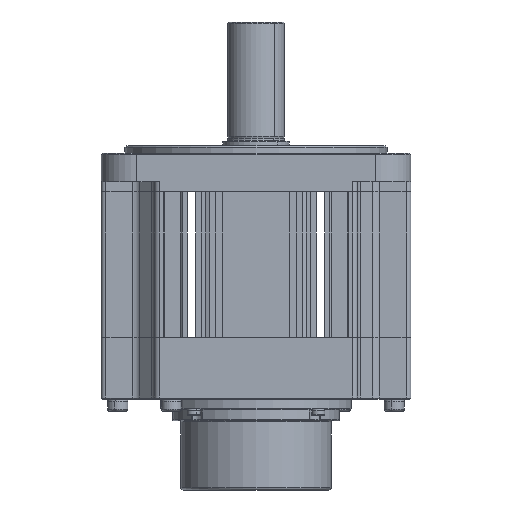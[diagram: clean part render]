
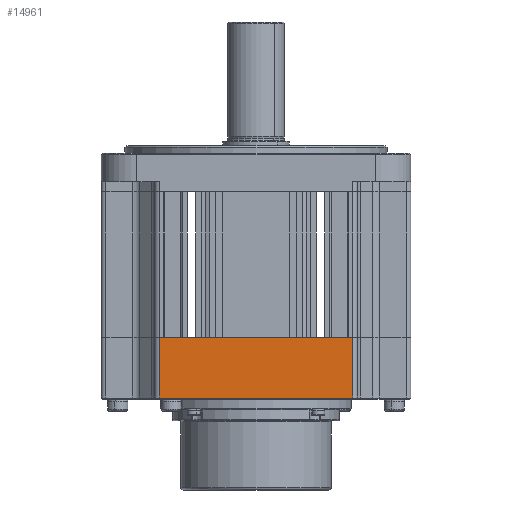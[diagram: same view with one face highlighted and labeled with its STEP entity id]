
A CAD part, front view. The second image highlights one B-rep face of the part: STEP entity #14961.
In plain terms, the highlighted planar face has unit normal (0, -1, 0).
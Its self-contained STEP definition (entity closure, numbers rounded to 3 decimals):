
#2295 = DIRECTION ( 'NONE',  ( -1., 0., 0. ) ) ;
#5221 = CARTESIAN_POINT ( 'NONE',  ( -43.258, -67.465, 66.3 ) ) ;
#6873 = VECTOR ( 'NONE', #37302, 1000. ) ;
#6982 = LINE ( 'NONE', #13512, #22211 ) ;
#9684 = VERTEX_POINT ( 'NONE', #13089 ) ;
#9925 = EDGE_LOOP ( 'NONE', ( #10313, #11929, #29571, #30335 ) ) ;
#10313 = ORIENTED_EDGE ( 'NONE', *, *, #30442, .F. ) ;
#11244 = DIRECTION ( 'NONE',  ( -1., 0., 0. ) ) ;
#11929 = ORIENTED_EDGE ( 'NONE', *, *, #35918, .F. ) ;
#12833 = CARTESIAN_POINT ( 'NONE',  ( 39.742, -67.465, 63.8 ) ) ;
#13089 = CARTESIAN_POINT ( 'NONE',  ( 39.742, -67.465, 38.3 ) ) ;
#13512 = CARTESIAN_POINT ( 'NONE',  ( 39.742, -67.465, 66.3 ) ) ;
#14472 = VERTEX_POINT ( 'NONE', #29978 ) ;
#14961 = ADVANCED_FACE ( 'NONE', ( #25527 ), #17428, .F. ) ;
#15485 = VERTEX_POINT ( 'NONE', #26537 ) ;
#16303 = EDGE_CURVE ( 'NONE', #15485, #14472, #30154, .T. ) ;
#17428 = PLANE ( 'NONE',  #33950 ) ;
#20278 = CARTESIAN_POINT ( 'NONE',  ( -43.258, -67.465, 38.3 ) ) ;
#20330 = EDGE_CURVE ( 'NONE', #14472, #27578, #26147, .T. ) ;
#20511 = DIRECTION ( 'NONE',  ( 0., 1., 0. ) ) ;
#22211 = VECTOR ( 'NONE', #34836, 1000. ) ;
#22355 = CARTESIAN_POINT ( 'NONE',  ( -41.258, -67.465, 66.3 ) ) ;
#22932 = CARTESIAN_POINT ( 'NONE',  ( -43.258, -67.465, 63.8 ) ) ;
#25202 = VECTOR ( 'NONE', #32078, 1000. ) ;
#25527 = FACE_OUTER_BOUND ( 'NONE', #9925, .T. ) ;
#26147 = LINE ( 'NONE', #22932, #25202 ) ;
#26537 = CARTESIAN_POINT ( 'NONE',  ( -41.258, -67.465, 38.3 ) ) ;
#27578 = VERTEX_POINT ( 'NONE', #12833 ) ;
#29571 = ORIENTED_EDGE ( 'NONE', *, *, #20330, .F. ) ;
#29978 = CARTESIAN_POINT ( 'NONE',  ( -41.258, -67.465, 63.8 ) ) ;
#30154 = LINE ( 'NONE', #22355, #6873 ) ;
#30335 = ORIENTED_EDGE ( 'NONE', *, *, #16303, .F. ) ;
#30345 = VECTOR ( 'NONE', #11244, 1000. ) ;
#30442 = EDGE_CURVE ( 'NONE', #9684, #15485, #39298, .T. ) ;
#32078 = DIRECTION ( 'NONE',  ( 1., 0., 0. ) ) ;
#33950 = AXIS2_PLACEMENT_3D ( 'NONE', #5221, #20511, #2295 ) ;
#34836 = DIRECTION ( 'NONE',  ( 0., 0., -1. ) ) ;
#35918 = EDGE_CURVE ( 'NONE', #27578, #9684, #6982, .T. ) ;
#37302 = DIRECTION ( 'NONE',  ( 0., 0., 1. ) ) ;
#39298 = LINE ( 'NONE', #20278, #30345 ) ;
